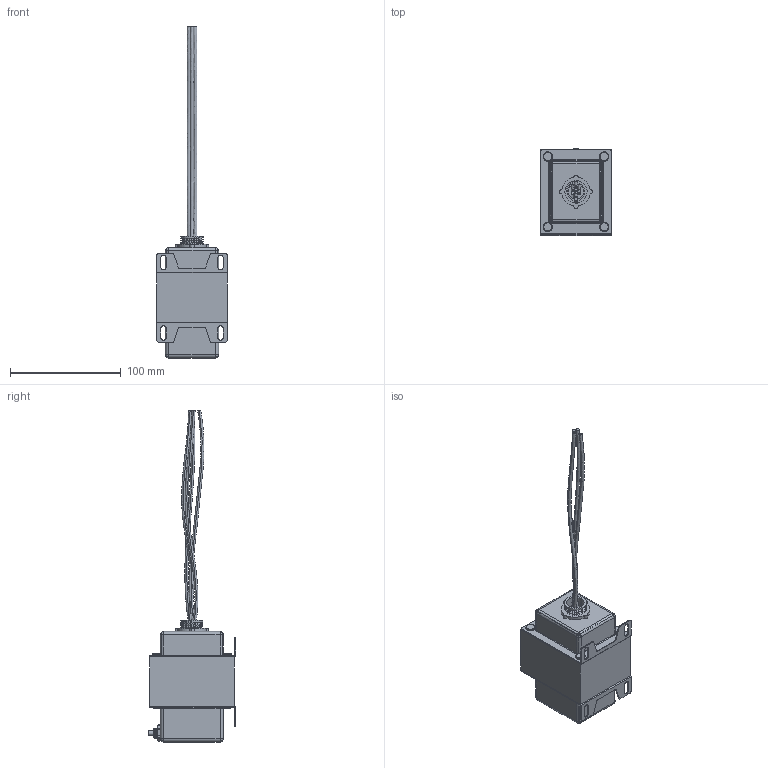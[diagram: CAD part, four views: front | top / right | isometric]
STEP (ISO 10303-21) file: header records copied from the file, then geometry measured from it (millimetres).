
FILE_DESCRIPTION (( 'STEP AP214' ), '1' );
FILE_NAME ('CCT1-100-DSCS-C.STEP', '2024-05-28T04:41:05', ( '' ), ( '' ), 'SwSTEP 2.0', 'SolidWorks 2022', '' );
FILE_SCHEMA (( 'AUTOMOTIVE_DESIGN' ));
Length unit declared in the file: inch
Products named in the file (1): CCT1-100-DSCS-C
Bounding box: 63.5 x 79.02 x 299.6 mm (x, y, z)
Volume: 203091.3 mm3; surface area: 89858.4 mm2
Topology: 16 solids, 16 shells, 405 faces, 950 edges, 570 vertices
Faces by surface type: cylinder 186, plane 110, bspline 39, torus 32, cone 26, sphere 12
Entity records: 22955 total; most frequent: CARTESIAN_POINT 8604, ORIENTED_EDGE 1852, DIRECTION 1828, EDGE_CURVE 926, AXIS2_PLACEMENT_3D 725, VERTEX_POINT 570, EDGE_LOOP 468, UNCERTAINTY_MEASURE_WITH_UNIT 423
